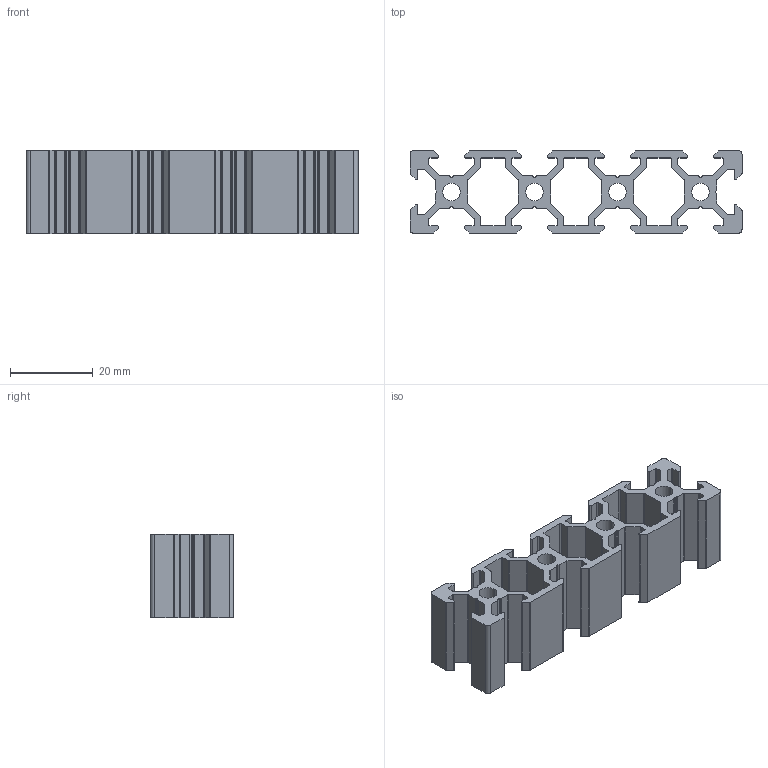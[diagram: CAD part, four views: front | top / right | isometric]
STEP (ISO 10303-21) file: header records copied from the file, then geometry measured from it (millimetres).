
FILE_DESCRIPTION (( 'STEP AP203' ), '1' );
FILE_NAME ('20õ80V.STEP', '2024-11-28T14:32:46', ( '' ), ( '' ), 'SwSTEP 2.0', 'SolidWorks 2022', '' );
FILE_SCHEMA (( 'CONFIG_CONTROL_DESIGN' ));
Length unit declared in the file: millimetre
Products named in the file (1): 20х80V
Bounding box: 80 x 20 x 20 mm (x, y, z)
Volume: 10989.5 mm3; surface area: 12512.6 mm2
Topology: 1 solids, 1 shells, 357 faces, 1065 edges, 710 vertices
Faces by surface type: cylinder 185, plane 172
Entity records: 12214 total; most frequent: DIRECTION 2151, CARTESIAN_POINT 2133, ORIENTED_EDGE 2130, EDGE_CURVE 1065, AXIS2_PLACEMENT_3D 728, VERTEX_POINT 710, LINE 695, VECTOR 695
